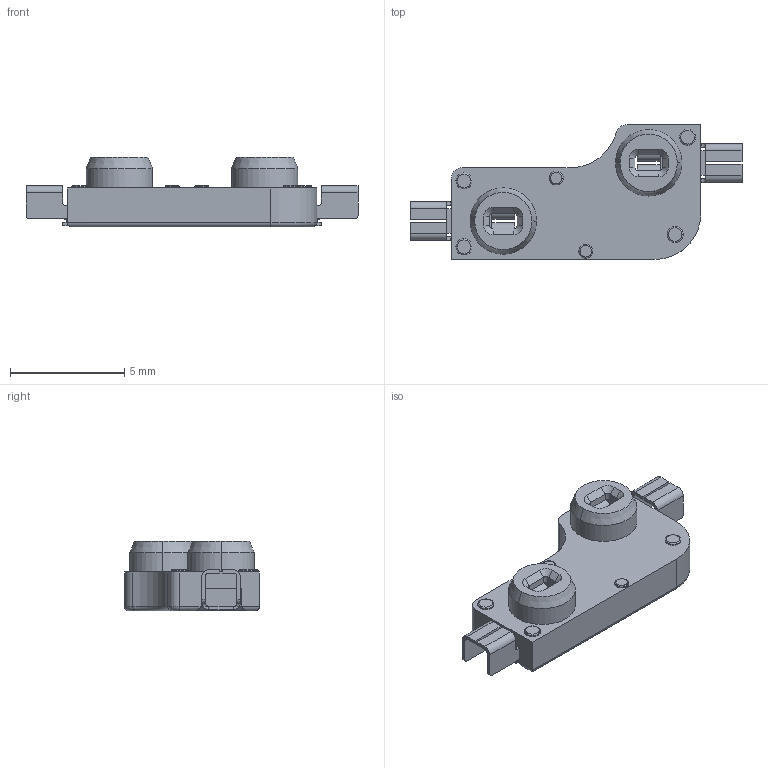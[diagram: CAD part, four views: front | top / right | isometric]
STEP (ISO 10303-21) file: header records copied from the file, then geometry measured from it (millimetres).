
FILE_DESCRIPTION (( 'STEP AP214' ), '1' );
FILE_NAME ('Hot swap socket.STEP', '2023-12-17T17:19:41', ( '' ), ( '' ), 'SwSTEP 2.0', 'SolidWorks 2022', '' );
FILE_SCHEMA (( 'AUTOMOTIVE_DESIGN' ));
Length unit declared in the file: millimetre
Products named in the file (1): Hot swap socket
Bounding box: 14.5 x 5.89 x 3.05 mm (x, y, z)
Volume: 88.9 mm3; surface area: 288.7 mm2
Topology: 3 solids, 3 shells, 238 faces, 593 edges, 367 vertices
Faces by surface type: plane 135, cylinder 75, torus 16, cone 12
Entity records: 7176 total; most frequent: CARTESIAN_POINT 1361, DIRECTION 1228, ORIENTED_EDGE 1186, EDGE_CURVE 593, AXIS2_PLACEMENT_3D 410, VECTOR 408, LINE 408, VERTEX_POINT 367
